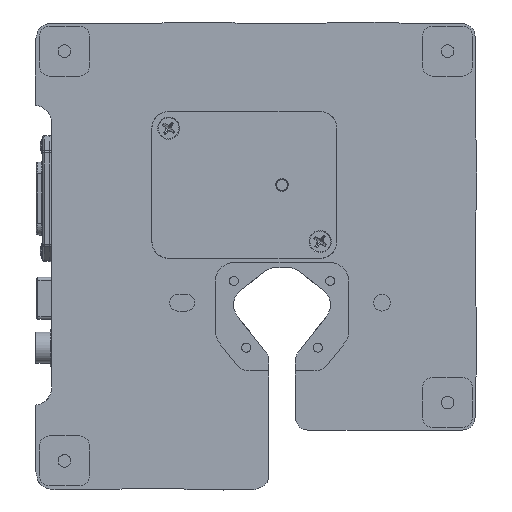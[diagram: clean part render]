
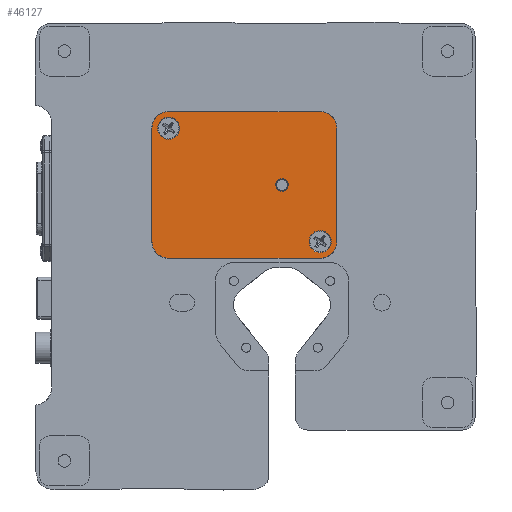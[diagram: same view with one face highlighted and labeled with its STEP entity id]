
A CAD part, front view. The second image highlights one B-rep face of the part: STEP entity #46127.
In plain terms, the highlighted planar face has unit normal (0, -1, 0).
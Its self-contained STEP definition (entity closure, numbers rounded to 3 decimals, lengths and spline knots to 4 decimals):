
#1317 = EDGE_CURVE ( 'NONE', #16269, #25879, #37465, .T. ) ;
#2253 = VERTEX_POINT ( 'NONE', #36632 ) ;
#2660 = EDGE_CURVE ( 'NONE', #58538, #2253, #53773, .T. ) ;
#2708 = ORIENTED_EDGE ( 'NONE', *, *, #46674, .F. ) ;
#2738 = VERTEX_POINT ( 'NONE', #61200 ) ;
#2924 = DIRECTION ( 'NONE',  ( 0., 1., 0. ) ) ;
#3520 = DIRECTION ( 'NONE',  ( 0., 0., -1. ) ) ;
#4414 = ORIENTED_EDGE ( 'NONE', *, *, #25275, .F. ) ;
#4679 = AXIS2_PLACEMENT_3D ( 'NONE', #7444, #42201, #12445 ) ;
#4939 = CIRCLE ( 'NONE', #5005, 0.166 ) ;
#5005 = AXIS2_PLACEMENT_3D ( 'NONE', #27129, #61912, #32156 ) ;
#5211 = AXIS2_PLACEMENT_3D ( 'NONE', #17685, #2924, #37657 ) ;
#6732 = VERTEX_POINT ( 'NONE', #60949 ) ;
#6763 = AXIS2_PLACEMENT_3D ( 'NONE', #46523, #16741, #51509 ) ;
#7444 = CARTESIAN_POINT ( 'NONE',  ( -1.7025, -1.398, 2.6178 ) ) ;
#8010 = ORIENTED_EDGE ( 'NONE', *, *, #1317, .F. ) ;
#8035 = VECTOR ( 'NONE', #18240, 39.3701 ) ;
#8442 = CARTESIAN_POINT ( 'NONE',  ( 0.5725, -1.398, 0.6678 ) ) ;
#10565 = EDGE_LOOP ( 'NONE', ( #61203, #2708, #28170, #64153, #35946, #36261, #4414, #12145 ) ) ;
#10608 = VERTEX_POINT ( 'NONE', #29070 ) ;
#11309 = VERTEX_POINT ( 'NONE', #42191 ) ;
#12145 = ORIENTED_EDGE ( 'NONE', *, *, #26421, .F. ) ;
#12445 = DIRECTION ( 'NONE',  ( 0., 0., 1. ) ) ;
#12473 = CARTESIAN_POINT ( 'NONE',  ( 0.5725, -1.398, 2.6178 ) ) ;
#12552 = ORIENTED_EDGE ( 'NONE', *, *, #24711, .F. ) ;
#12818 = EDGE_CURVE ( 'NONE', #25879, #16269, #20614, .T. ) ;
#13722 = CARTESIAN_POINT ( 'NONE',  ( -1.7025, -1.398, 2.6178 ) ) ;
#14007 = VECTOR ( 'NONE', #49289, 39.3701 ) ;
#14257 = AXIS2_PLACEMENT_3D ( 'NONE', #17305, #52081, #22305 ) ;
#14289 = CIRCLE ( 'NONE', #47309, 0.25 ) ;
#14783 = CARTESIAN_POINT ( 'NONE',  ( 0.5725, -1.398, 2.8678 ) ) ;
#16112 = VERTEX_POINT ( 'NONE', #41502 ) ;
#16269 = VERTEX_POINT ( 'NONE', #57809 ) ;
#16715 = AXIS2_PLACEMENT_3D ( 'NONE', #13722, #48498, #18714 ) ;
#16741 = DIRECTION ( 'NONE',  ( 0., -1., 0. ) ) ;
#17305 = CARTESIAN_POINT ( 'NONE',  ( 0.5725, -1.398, 0.9178 ) ) ;
#17432 = DIRECTION ( 'NONE',  ( 0., 0., -1. ) ) ;
#17685 = CARTESIAN_POINT ( 'NONE',  ( 0.5725, -1.398, 2.6178 ) ) ;
#17763 = VERTEX_POINT ( 'NONE', #44574 ) ;
#18240 = DIRECTION ( 'NONE',  ( 0., 0., -1. ) ) ;
#18714 = DIRECTION ( 'NONE',  ( 0., 0., 1. ) ) ;
#18852 = VERTEX_POINT ( 'NONE', #45746 ) ;
#20614 = CIRCLE ( 'NONE', #4679, 0.166 ) ;
#21165 = AXIS2_PLACEMENT_3D ( 'NONE', #22227, #57028, #27228 ) ;
#21648 = EDGE_CURVE ( 'NONE', #40989, #2738, #47427, .T. ) ;
#22227 = CARTESIAN_POINT ( 'NONE',  ( -1.7025, -1.398, 0.9178 ) ) ;
#22305 = DIRECTION ( 'NONE',  ( 0., 0., -1. ) ) ;
#22360 = FACE_BOUND ( 'NONE', #46109, .T. ) ;
#22383 = CARTESIAN_POINT ( 'NONE',  ( 0.5725, -1.398, 2.8678 ) ) ;
#22668 = CARTESIAN_POINT ( 'NONE',  ( -1.7025, -1.398, 2.7838 ) ) ;
#22785 = LINE ( 'NONE', #33072, #8035 ) ;
#24654 = CARTESIAN_POINT ( 'NONE',  ( -1.7025, -1.398, 2.6178 ) ) ;
#24711 = EDGE_CURVE ( 'NONE', #17763, #16112, #50969, .T. ) ;
#25275 = EDGE_CURVE ( 'NONE', #6732, #58538, #62574, .T. ) ;
#25879 = VERTEX_POINT ( 'NONE', #22668 ) ;
#26383 = DIRECTION ( 'NONE',  ( 0., 1., 0. ) ) ;
#26421 = EDGE_CURVE ( 'NONE', #10608, #6732, #22785, .T. ) ;
#26773 = VERTEX_POINT ( 'NONE', #14783 ) ;
#27129 = CARTESIAN_POINT ( 'NONE',  ( 0.5725, -1.398, 0.9178 ) ) ;
#27172 = AXIS2_PLACEMENT_3D ( 'NONE', #12473, #47236, #17432 ) ;
#27228 = DIRECTION ( 'NONE',  ( 0., 0., -1. ) ) ;
#27328 = VECTOR ( 'NONE', #50744, 39.3701 ) ;
#28170 = ORIENTED_EDGE ( 'NONE', *, *, #60939, .F. ) ;
#28748 = ORIENTED_EDGE ( 'NONE', *, *, #41146, .F. ) ;
#29070 = CARTESIAN_POINT ( 'NONE',  ( 0.8225, -1.398, 2.6178 ) ) ;
#29676 = DIRECTION ( 'NONE',  ( 0., 0., -1. ) ) ;
#31013 = ORIENTED_EDGE ( 'NONE', *, *, #21648, .T. ) ;
#32156 = DIRECTION ( 'NONE',  ( 0., 0., 1. ) ) ;
#32237 = AXIS2_PLACEMENT_3D ( 'NONE', #63041, #33281, #3520 ) ;
#33072 = CARTESIAN_POINT ( 'NONE',  ( 0.8225, -1.398, 0.9178 ) ) ;
#33276 = EDGE_CURVE ( 'NONE', #2738, #40989, #59948, .T. ) ;
#33281 = DIRECTION ( 'NONE',  ( 0., 1., 0. ) ) ;
#34304 = CARTESIAN_POINT ( 'NONE',  ( -1.9525, -1.398, 2.6178 ) ) ;
#35523 = VECTOR ( 'NONE', #42381, 39.3701 ) ;
#35946 = ORIENTED_EDGE ( 'NONE', *, *, #51182, .F. ) ;
#36261 = ORIENTED_EDGE ( 'NONE', *, *, #2660, .F. ) ;
#36632 = CARTESIAN_POINT ( 'NONE',  ( -1.7025, -1.398, 0.6678 ) ) ;
#37465 = CIRCLE ( 'NONE', #16715, 0.166 ) ;
#37657 = DIRECTION ( 'NONE',  ( 0., 0., -1. ) ) ;
#38879 = EDGE_LOOP ( 'NONE', ( #12552, #28748 ) ) ;
#39715 = CARTESIAN_POINT ( 'NONE',  ( 0., -1.398, 1.6739 ) ) ;
#40443 = LINE ( 'NONE', #34304, #14007 ) ;
#40989 = VERTEX_POINT ( 'NONE', #39715 ) ;
#41146 = EDGE_CURVE ( 'NONE', #16112, #17763, #4939, .T. ) ;
#41502 = CARTESIAN_POINT ( 'NONE',  ( 0.5725, -1.398, 0.7518 ) ) ;
#41655 = CARTESIAN_POINT ( 'NONE',  ( -1.7025, -1.398, 2.8678 ) ) ;
#42191 = CARTESIAN_POINT ( 'NONE',  ( -1.9525, -1.398, 2.6178 ) ) ;
#42201 = DIRECTION ( 'NONE',  ( 0., -1., 0. ) ) ;
#42381 = DIRECTION ( 'NONE',  ( 1., 0., 0. ) ) ;
#43477 = VERTEX_POINT ( 'NONE', #41655 ) ;
#44016 = EDGE_CURVE ( 'NONE', #26773, #10608, #45024, .T. ) ;
#44101 = EDGE_LOOP ( 'NONE', ( #51440, #8010 ) ) ;
#44574 = CARTESIAN_POINT ( 'NONE',  ( 0.5725, -1.398, 1.0838 ) ) ;
#45024 = CIRCLE ( 'NONE', #27172, 0.25 ) ;
#45746 = CARTESIAN_POINT ( 'NONE',  ( -1.9525, -1.398, 0.9178 ) ) ;
#46109 = EDGE_LOOP ( 'NONE', ( #31013, #53014 ) ) ;
#46127 = ADVANCED_FACE ( 'NONE', ( #47263, #48814, #22360, #60511 ), #62458, .F. ) ;
#46523 = CARTESIAN_POINT ( 'NONE',  ( 0.5725, -1.398, 0.9178 ) ) ;
#46674 = EDGE_CURVE ( 'NONE', #43477, #26773, #48753, .T. ) ;
#47236 = DIRECTION ( 'NONE',  ( 0., 1., 0. ) ) ;
#47263 = FACE_BOUND ( 'NONE', #38879, .T. ) ;
#47309 = AXIS2_PLACEMENT_3D ( 'NONE', #24654, #59475, #29676 ) ;
#47427 = CIRCLE ( 'NONE', #61234, 0.0939 ) ;
#48498 = DIRECTION ( 'NONE',  ( 0., -1., 0. ) ) ;
#48753 = LINE ( 'NONE', #22383, #35523 ) ;
#48814 = FACE_BOUND ( 'NONE', #44101, .T. ) ;
#49149 = CIRCLE ( 'NONE', #21165, 0.25 ) ;
#49289 = DIRECTION ( 'NONE',  ( 0., 0., 1. ) ) ;
#50744 = DIRECTION ( 'NONE',  ( -1., 0., 0. ) ) ;
#50969 = CIRCLE ( 'NONE', #6763, 0.166 ) ;
#51182 = EDGE_CURVE ( 'NONE', #2253, #18852, #49149, .T. ) ;
#51440 = ORIENTED_EDGE ( 'NONE', *, *, #12818, .F. ) ;
#51509 = DIRECTION ( 'NONE',  ( 0., 0., 1. ) ) ;
#52081 = DIRECTION ( 'NONE',  ( 0., 1., 0. ) ) ;
#53014 = ORIENTED_EDGE ( 'NONE', *, *, #33276, .T. ) ;
#53773 = LINE ( 'NONE', #60778, #27328 ) ;
#56180 = CARTESIAN_POINT ( 'NONE',  ( 0., -1.398, 1.7678 ) ) ;
#57028 = DIRECTION ( 'NONE',  ( 0., 1., 0. ) ) ;
#57809 = CARTESIAN_POINT ( 'NONE',  ( -1.7025, -1.398, 2.4518 ) ) ;
#58538 = VERTEX_POINT ( 'NONE', #8442 ) ;
#59475 = DIRECTION ( 'NONE',  ( 0., 1., 0. ) ) ;
#59948 = CIRCLE ( 'NONE', #32237, 0.0939 ) ;
#60511 = FACE_OUTER_BOUND ( 'NONE', #10565, .T. ) ;
#60778 = CARTESIAN_POINT ( 'NONE',  ( 0.5725, -1.398, 0.6678 ) ) ;
#60939 = EDGE_CURVE ( 'NONE', #11309, #43477, #14289, .T. ) ;
#60949 = CARTESIAN_POINT ( 'NONE',  ( 0.8225, -1.398, 0.9178 ) ) ;
#61192 = DIRECTION ( 'NONE',  ( 0., 0., -1. ) ) ;
#61200 = CARTESIAN_POINT ( 'NONE',  ( 0., -1.398, 1.8617 ) ) ;
#61203 = ORIENTED_EDGE ( 'NONE', *, *, #44016, .F. ) ;
#61234 = AXIS2_PLACEMENT_3D ( 'NONE', #56180, #26383, #61192 ) ;
#61912 = DIRECTION ( 'NONE',  ( 0., -1., 0. ) ) ;
#62458 = PLANE ( 'NONE',  #5211 ) ;
#62574 = CIRCLE ( 'NONE', #14257, 0.25 ) ;
#63041 = CARTESIAN_POINT ( 'NONE',  ( 0., -1.398, 1.7678 ) ) ;
#64153 = ORIENTED_EDGE ( 'NONE', *, *, #64173, .F. ) ;
#64173 = EDGE_CURVE ( 'NONE', #18852, #11309, #40443, .T. ) ;
